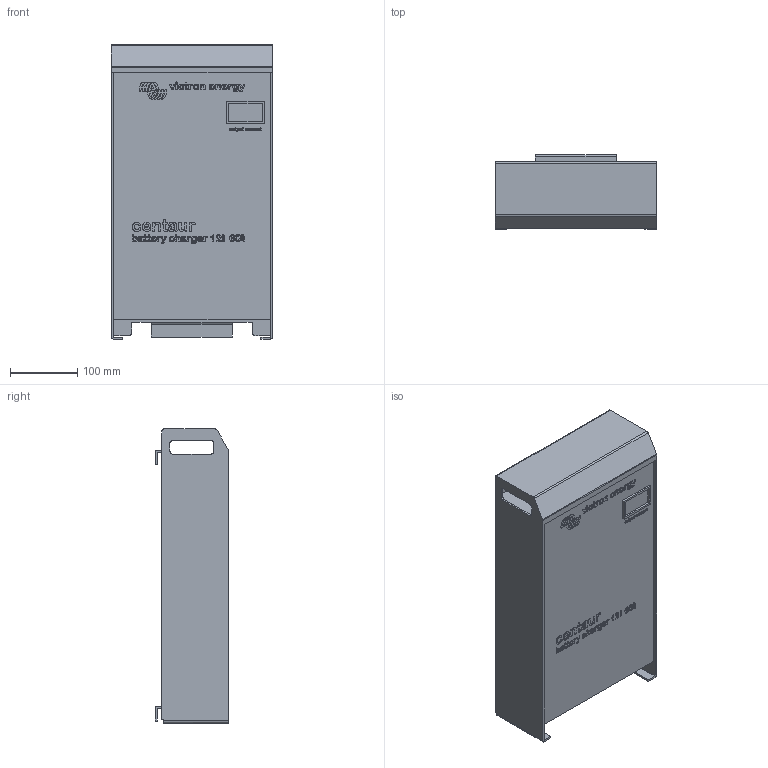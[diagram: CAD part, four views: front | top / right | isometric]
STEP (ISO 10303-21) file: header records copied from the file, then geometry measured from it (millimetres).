
FILE_DESCRIPTION(/* description */ (''),/* implementation_level */ '2;1');
FILE_NAME(/* name */ 'CE42DF~1',/* time_stamp */ '2014-05-26T08:24:12+02:00',/* author */ (''),/* organization */ (''),/* preprocessor_version */ 'ST-DEVELOPER v15',/* originating_system */ '',/* authorisation */ '');
FILE_SCHEMA (('AUTOMOTIVE_DESIGN'));
Length unit declared in the file: millimetre
Products named in the file (1): Document
Bounding box: 239.28 x 109.5 x 436.64 mm (x, y, z)
Volume: 11015.3 mm3; surface area: 414915.3 mm2
Topology: 1 solids, 71 shells, 145 faces, 1093 edges, 1004 vertices
Faces by surface type: plane 106, bspline 39
Entity records: 14851 total; most frequent: CARTESIAN_POINT 8894, ORIENTED_EDGE 1286, EDGE_CURVE 1093, VERTEX_POINT 1004, B_SPLINE_CURVE_WITH_KNOTS 953, EDGE_LOOP 169, ADVANCED_FACE 145, FACE_OUTER_BOUND 145
